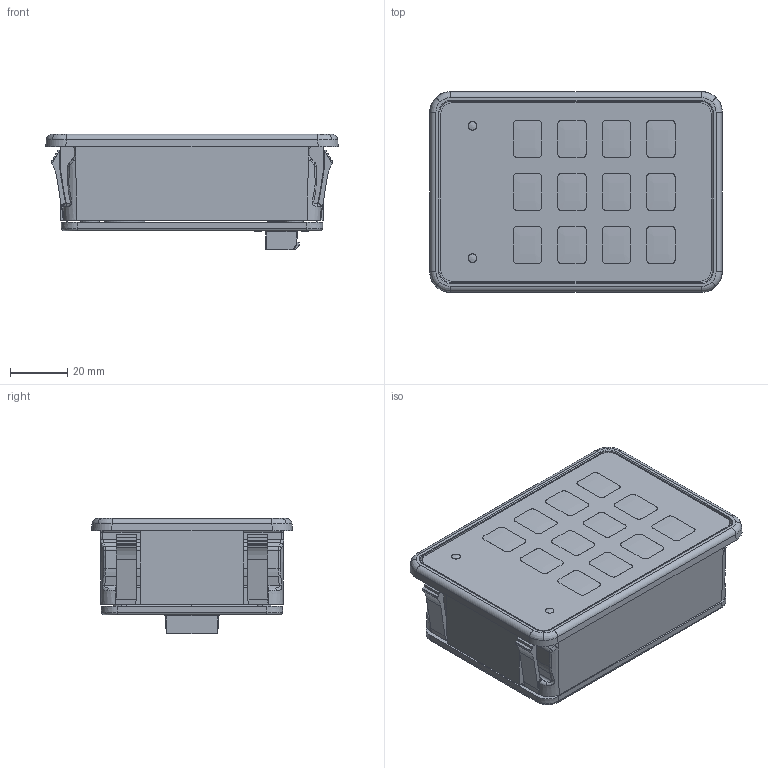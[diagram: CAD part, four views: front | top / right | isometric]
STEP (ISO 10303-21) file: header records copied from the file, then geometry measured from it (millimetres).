
FILE_DESCRIPTION (( 'STEP AP214' ), '1' );
FILE_NAME ('Outline for ECS_041520.STEP', '2020-04-15T05:56:24', ( '' ), ( '' ), 'SwSTEP 2.0', 'SolidWorks 2019', '' );
FILE_SCHEMA (( 'AUTOMOTIVE_DESIGN' ));
Length unit declared in the file: millimetre
Products named in the file (1): Outline for ECS_041520
Bounding box: 102 x 70 x 40.2 mm (x, y, z)
Surface area: 38391 mm2 (no closed solid volume)
Topology: 0 solids, 31 shells, 659 faces, 2056 edges, 1412 vertices
Faces by surface type: plane 328, cylinder 129, bspline 104, cone 50, torus 40, sphere 8
Entity records: 33701 total; most frequent: CARTESIAN_POINT 11648, ORIENTED_EDGE 3526, DIRECTION 3266, EDGE_CURVE 2046, VERTEX_POINT 1412, AXIS2_PLACEMENT_3D 1128, LINE 1010, VECTOR 1010
